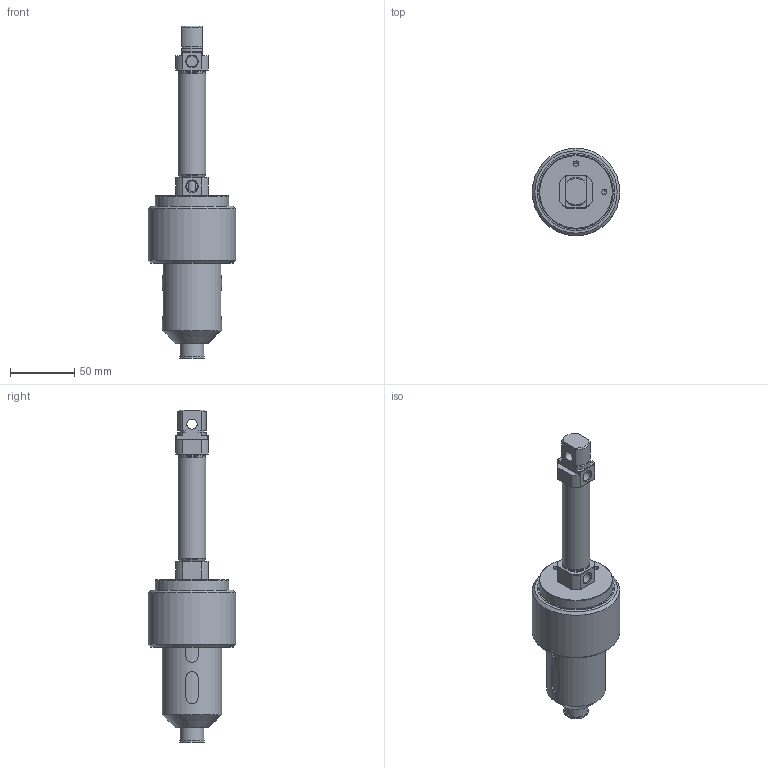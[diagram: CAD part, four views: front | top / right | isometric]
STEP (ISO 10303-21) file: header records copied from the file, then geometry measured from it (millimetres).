
FILE_DESCRIPTION( ( 'Unknown' ), '1' );
FILE_NAME( '990162-A-075_Behälterentleerung.stp', 'Unknown', ( 'Schwinghammer Vitus' ), ( 'Vieweg' ), 'PSStep 17.0.49', 'Solid Edge ST8', ' ' );
FILE_SCHEMA( ( 'AUTOMOTIVE_DESIGN { 1 0 10303 214 1 1 1 1 }' ) );
Length unit declared in the file: millimetre
Products named in the file (11): Assem1; S01064_R0_Formstück; _MI20-M22x1.5 - Nut; _MI20-M8x1.25 - Nut; _MI 20x50-S-CA_r; _MI 20x50-S-CA_c; 560067_Hülse_Semco75cc; 560061S_75ml_Semco_Kartusche_Vieweg; S01062_R1_Zugring; S01063_R1_Verschluss; S01061_R1_Ankerring
Assembly tree (10 placements, depth 2):
  Assem1
    S01064_R0_Formstück
    _MI20-M22x1.5 - Nut
    _MI20-M8x1.25 - Nut
    _MI 20x50-S-CA_r
    _MI 20x50-S-CA_c
    560067_Hülse_Semco75cc
    560061S_75ml_Semco_Kartusche_Vieweg
    S01062_R1_Zugring
    S01063_R1_Verschluss
    S01061_R1_Ankerring
Bounding box: 68 x 68 x 258 mm (x, y, z)
Volume: 215029.8 mm3; surface area: 121874.5 mm2
Topology: 10 solids, 10 shells, 264 faces, 590 edges, 367 vertices
Faces by surface type: plane 93, cylinder 89, cone 57, torus 23, bspline 2
Full cylindrical faces by diameter (mm): 3.2 x2, 4.134 x4, 6.4 x1, 6.647 x3, 8 x4, 8.566 x2, 11.862 x1, 13.2 x1, 14 x1, 18.3 x1, 18.6 x1, 19.25 x1, 19.3 x1, 19.5 x4, 20.376 x2, 21.4 x3, 22 x2, 28 x1, 35 x1, 36 x1, 40.8 x1, 42.8 x1, 43.5 x1, 44 x1, 45.8 x1, 45.9 x1, 46.3 x2, 57 x3, 57.835 x1, 60 x1
Entity records: 10196 total; most frequent: CARTESIAN_POINT 2544, DIRECTION 1128, ORIENTED_EDGE 944, AXIS2_PLACEMENT_3D 491, EDGE_CURVE 472, EDGE_LOOP 410, VERTEX_POINT 349, FACE_OUTER_BOUND 324
